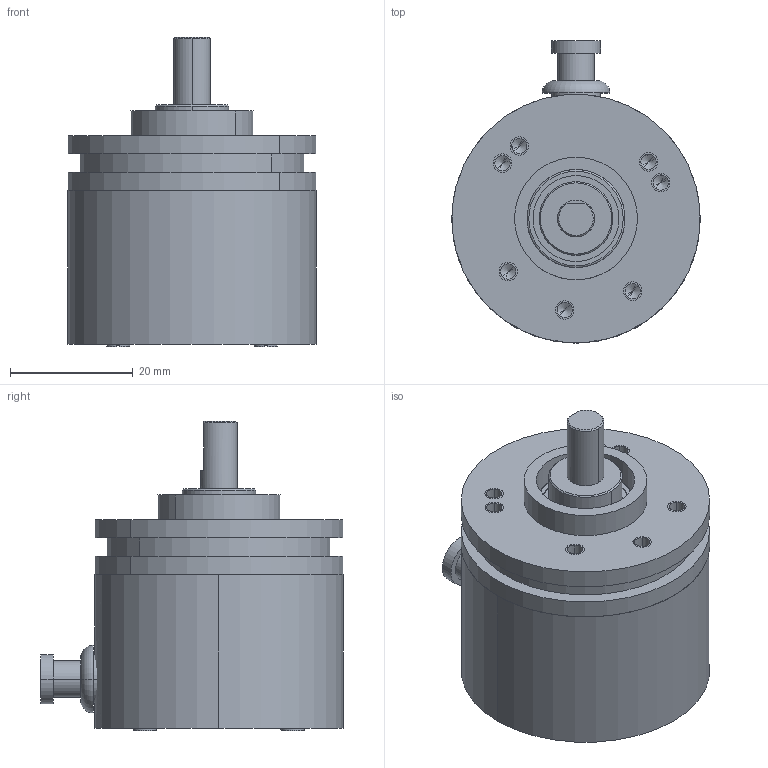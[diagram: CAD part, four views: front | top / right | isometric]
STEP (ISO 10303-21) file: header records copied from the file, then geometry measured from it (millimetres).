
FILE_DESCRIPTION((''),'2;1');
FILE_NAME('I41_01_ASM','2011-02-09T',('LIKA51'),(''),'PRO/ENGINEER BY PARAMETRIC TECHNOLOGY CORPORATION, 2010180','PRO/ENGINEER BY PARAMETRIC TECHNOLOGY CORPORATION, 2010180','');
FILE_SCHEMA(('CONFIG_CONTROL_DESIGN'));
Length unit declared in the file: millimetre
Products named in the file (7): FLA_000410; ALB_000076; CUS_688; CNT_000203_R; ACC_GOMMINO_PVC_NERO_14-1017; VIT_TSPCI_M2X10; I41_01_ASM
Assembly tree (8 placements, depth 2):
  I41_01_ASM
    FLA_000410
    ALB_000076
    CUS_688  x2
    CNT_000203_R
    ACC_GOMMINO_PVC_NERO_14-1017
    VIT_TSPCI_M2X10  x2
Bounding box: 40.5 x 49.25 x 50.4 mm (x, y, z)
Volume: 19283.4 mm3; surface area: 20367.4 mm2
Topology: 26 solids, 43 shells, 408 faces, 969 edges, 571 vertices
Faces by surface type: cylinder 184, plane 85, cone 57, torus 42, sphere 40
Entity records: 9633 total; most frequent: DIRECTION 1894, CARTESIAN_POINT 1645, ORIENTED_EDGE 1390, AXIS2_PLACEMENT_3D 814, EDGE_CURVE 733, VERTEX_POINT 479, CIRCLE 459, EDGE_LOOP 404
